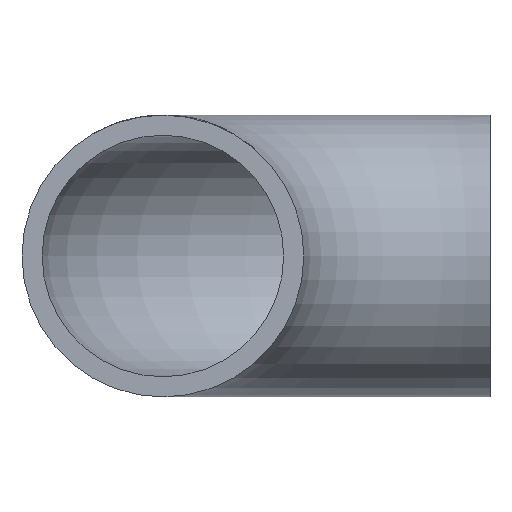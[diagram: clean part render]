
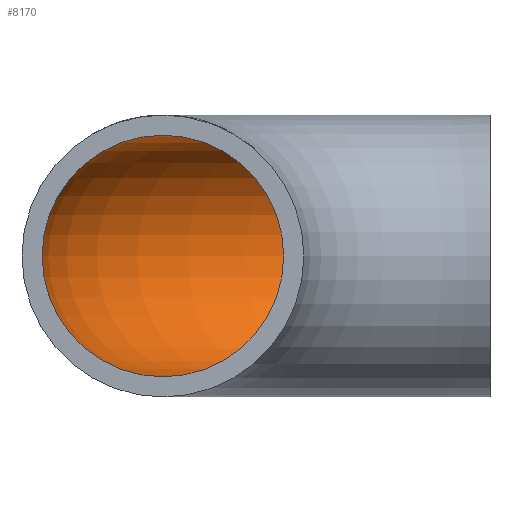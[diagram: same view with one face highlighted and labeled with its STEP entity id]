
A CAD part, front view. The second image highlights one B-rep face of the part: STEP entity #8170.
In plain terms, the highlighted toroidal (fillet/blend) face has major radius 32.5 mm and minor radius 12 mm.
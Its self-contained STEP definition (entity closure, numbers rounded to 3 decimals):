
#626 = AXIS2_PLACEMENT_3D ( 'NONE', #3181, #8422, #5538 ) ;
#902 = CIRCLE ( 'NONE', #2707, 12. ) ;
#1775 = AXIS2_PLACEMENT_3D ( 'NONE', #8125, #8899, #7971 ) ;
#1889 = FACE_OUTER_BOUND ( 'NONE', #7056, .T. ) ;
#2388 = DIRECTION ( 'NONE',  ( 1., 0., 0. ) ) ;
#2521 = DIRECTION ( 'NONE',  ( 0., 1., 0. ) ) ;
#2698 = EDGE_CURVE ( 'NONE', #3740, #3740, #4504, .T. ) ;
#2707 = AXIS2_PLACEMENT_3D ( 'NONE', #6133, #2388, #2521 ) ;
#3031 = VERTEX_POINT ( 'NONE', #5212 ) ;
#3181 = CARTESIAN_POINT ( 'NONE',  ( 0., 0., 0. ) ) ;
#3740 = VERTEX_POINT ( 'NONE', #5299 ) ;
#4504 = CIRCLE ( 'NONE', #1775, 12. ) ;
#5212 = CARTESIAN_POINT ( 'NONE',  ( 0., 44.5, 0. ) ) ;
#5299 = CARTESIAN_POINT ( 'NONE',  ( -32.5, 0., 12. ) ) ;
#5538 = DIRECTION ( 'NONE',  ( -1., 0., 0. ) ) ;
#6133 = CARTESIAN_POINT ( 'NONE',  ( 0., 32.5, 0. ) ) ;
#6417 = ORIENTED_EDGE ( 'NONE', *, *, #2698, .F. ) ;
#6687 = TOROIDAL_SURFACE ( 'NONE', #626, 32.5, 12. ) ;
#6792 = EDGE_LOOP ( 'NONE', ( #6417 ) ) ;
#7056 = EDGE_LOOP ( 'NONE', ( #7375 ) ) ;
#7144 = EDGE_CURVE ( 'NONE', #3031, #3031, #902, .T. ) ;
#7375 = ORIENTED_EDGE ( 'NONE', *, *, #7144, .T. ) ;
#7971 = DIRECTION ( 'NONE',  ( 0., 0., 1. ) ) ;
#8125 = CARTESIAN_POINT ( 'NONE',  ( -32.5, 0., 0. ) ) ;
#8170 = ADVANCED_FACE ( 'NONE', ( #1889, #8643 ), #6687, .F. ) ;
#8422 = DIRECTION ( 'NONE',  ( 0., 0., -1. ) ) ;
#8643 = FACE_OUTER_BOUND ( 'NONE', #6792, .T. ) ;
#8899 = DIRECTION ( 'NONE',  ( 0., 1., 0. ) ) ;
